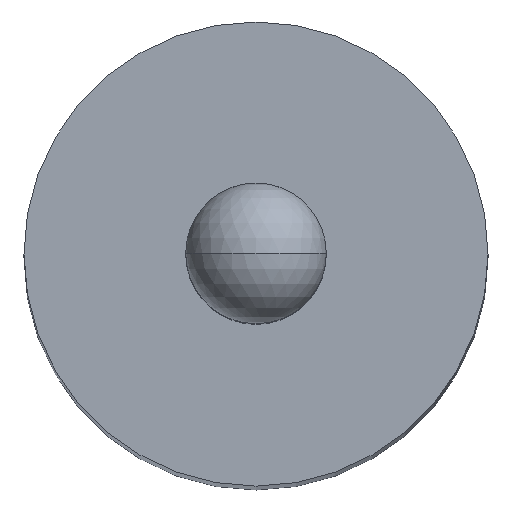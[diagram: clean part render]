
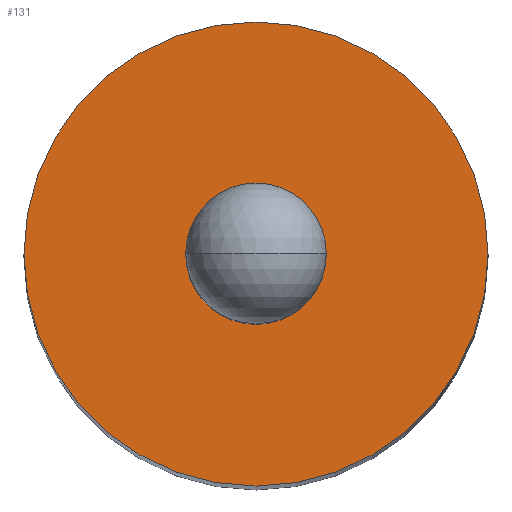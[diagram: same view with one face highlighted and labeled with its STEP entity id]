
A CAD part, top view. The second image highlights one B-rep face of the part: STEP entity #131.
In plain terms, the highlighted planar face has unit normal (0, 0, 1).
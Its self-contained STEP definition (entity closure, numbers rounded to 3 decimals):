
#7 = AXIS2_PLACEMENT_3D ( 'NONE', #338, #277, #80 ) ;
#14 = CIRCLE ( 'NONE', #21, 0.495 ) ;
#18 = CARTESIAN_POINT ( 'NONE',  ( 0., 0., -0.97 ) ) ;
#21 = AXIS2_PLACEMENT_3D ( 'NONE', #295, #124, #257 ) ;
#33 = VERTEX_POINT ( 'NONE', #260 ) ;
#50 = DIRECTION ( 'NONE',  ( 0., 0., -1. ) ) ;
#64 = CARTESIAN_POINT ( 'NONE',  ( 0.15, 0., -0.97 ) ) ;
#80 = DIRECTION ( 'NONE',  ( -1., 0., 0. ) ) ;
#82 = VERTEX_POINT ( 'NONE', #64 ) ;
#90 = ORIENTED_EDGE ( 'NONE', *, *, #206, .T. ) ;
#101 = EDGE_LOOP ( 'NONE', ( #383, #90 ) ) ;
#105 = PLANE ( 'NONE',  #163 ) ;
#110 = AXIS2_PLACEMENT_3D ( 'NONE', #18, #280, #419 ) ;
#121 = CIRCLE ( 'NONE', #294, 0.495 ) ;
#124 = DIRECTION ( 'NONE',  ( 0., 0., -1. ) ) ;
#131 = ADVANCED_FACE ( 'NONE', ( #136, #202 ), #105, .F. ) ;
#136 = FACE_BOUND ( 'NONE', #101, .T. ) ;
#163 = AXIS2_PLACEMENT_3D ( 'NONE', #344, #172, #271 ) ;
#172 = DIRECTION ( 'NONE',  ( 0., 0., -1. ) ) ;
#189 = CARTESIAN_POINT ( 'NONE',  ( 0., 0., -0.97 ) ) ;
#191 = CIRCLE ( 'NONE', #7, 0.15 ) ;
#192 = VERTEX_POINT ( 'NONE', #308 ) ;
#202 = FACE_OUTER_BOUND ( 'NONE', #286, .T. ) ;
#206 = EDGE_CURVE ( 'NONE', #82, #192, #191, .T. ) ;
#257 = DIRECTION ( 'NONE',  ( -1., 0., 0. ) ) ;
#260 = CARTESIAN_POINT ( 'NONE',  ( -0.495, 0., -0.97 ) ) ;
#271 = DIRECTION ( 'NONE',  ( -1., 0., 0. ) ) ;
#277 = DIRECTION ( 'NONE',  ( 0., 0., -1. ) ) ;
#280 = DIRECTION ( 'NONE',  ( 0., 0., -1. ) ) ;
#282 = ORIENTED_EDGE ( 'NONE', *, *, #300, .F. ) ;
#286 = EDGE_LOOP ( 'NONE', ( #302, #282 ) ) ;
#287 = EDGE_CURVE ( 'NONE', #192, #82, #341, .T. ) ;
#294 = AXIS2_PLACEMENT_3D ( 'NONE', #189, #50, #412 ) ;
#295 = CARTESIAN_POINT ( 'NONE',  ( 0., 0., -0.97 ) ) ;
#300 = EDGE_CURVE ( 'NONE', #322, #33, #121, .T. ) ;
#302 = ORIENTED_EDGE ( 'NONE', *, *, #377, .F. ) ;
#308 = CARTESIAN_POINT ( 'NONE',  ( -0.15, 0., -0.97 ) ) ;
#322 = VERTEX_POINT ( 'NONE', #416 ) ;
#338 = CARTESIAN_POINT ( 'NONE',  ( 0., 0., -0.97 ) ) ;
#341 = CIRCLE ( 'NONE', #110, 0.15 ) ;
#344 = CARTESIAN_POINT ( 'NONE',  ( 0., 0., -0.97 ) ) ;
#377 = EDGE_CURVE ( 'NONE', #33, #322, #14, .T. ) ;
#383 = ORIENTED_EDGE ( 'NONE', *, *, #287, .T. ) ;
#412 = DIRECTION ( 'NONE',  ( -1., 0., 0. ) ) ;
#416 = CARTESIAN_POINT ( 'NONE',  ( 0.495, 0., -0.97 ) ) ;
#419 = DIRECTION ( 'NONE',  ( -1., 0., 0. ) ) ;
